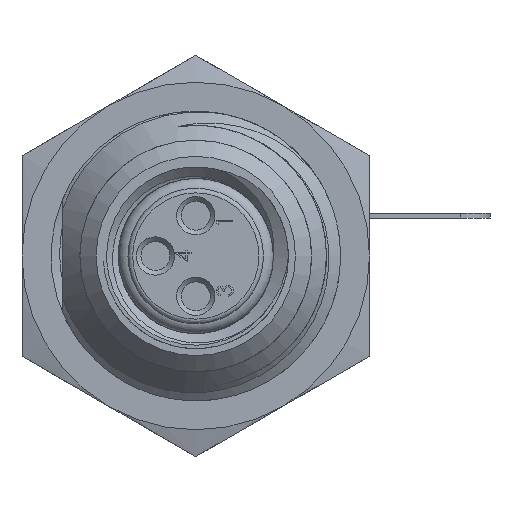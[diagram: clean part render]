
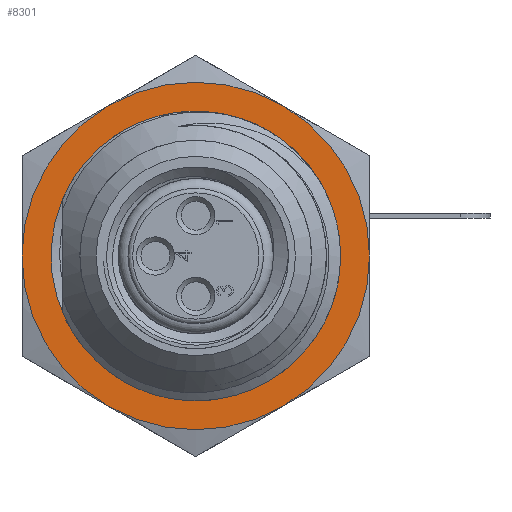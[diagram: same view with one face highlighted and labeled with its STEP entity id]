
A CAD part, left-side view. The second image highlights one B-rep face of the part: STEP entity #8301.
In plain terms, the highlighted face is planar.
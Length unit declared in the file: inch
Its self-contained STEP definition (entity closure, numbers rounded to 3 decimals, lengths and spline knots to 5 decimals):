
#191 = CARTESIAN_POINT ( 'NONE',  ( -0.14002, -0.20234, 0.03543 ) ) ;
#230 = CARTESIAN_POINT ( 'NONE',  ( -0.00403, -0.24603, 0.03543 ) ) ;
#548 = CIRCLE ( 'NONE', #6777, 0.29528 ) ;
#617 = DIRECTION ( 'NONE',  ( 0., 0., 1. ) ) ;
#835 = CARTESIAN_POINT ( 'NONE',  ( -0.00403, -0.24603, 0.03543 ) ) ;
#1099 = CARTESIAN_POINT ( 'NONE',  ( 0., 0., 0.03543 ) ) ;
#1306 = AXIS2_PLACEMENT_3D ( 'NONE', #3251, #8100, #3967 ) ;
#1316 = CARTESIAN_POINT ( 'NONE',  ( 0., 0., 0.03543 ) ) ;
#1628 = CARTESIAN_POINT ( 'NONE',  ( 0.25572, 0.14764, 0.03543 ) ) ;
#1686 = EDGE_CURVE ( 'NONE', #2321, #2335, #3693, .T. ) ;
#1905 = VERTEX_POINT ( 'NONE', #3992 ) ;
#1977 = DIRECTION ( 'NONE',  ( 0., 0., 1. ) ) ;
#2170 = CARTESIAN_POINT ( 'NONE',  ( -0.13006, -0.20923, 0.03543 ) ) ;
#2244 = ORIENTED_EDGE ( 'NONE', *, *, #5447, .T. ) ;
#2268 = EDGE_CURVE ( 'NONE', #6895, #6157, #548, .T. ) ;
#2277 = EDGE_CURVE ( 'NONE', #1905, #4915, #4055, .T. ) ;
#2321 = VERTEX_POINT ( 'NONE', #835 ) ;
#2332 = ORIENTED_EDGE ( 'NONE', *, *, #2268, .T. ) ;
#2335 = VERTEX_POINT ( 'NONE', #191 ) ;
#2469 = EDGE_CURVE ( 'NONE', #7308, #1905, #8699, .T. ) ;
#2522 = PLANE ( 'NONE',  #4579 ) ;
#2875 = ORIENTED_EDGE ( 'NONE', *, *, #2469, .T. ) ;
#3232 = DIRECTION ( 'NONE',  ( 0., 0., 1. ) ) ;
#3251 = CARTESIAN_POINT ( 'NONE',  ( 0., 0., 0.03543 ) ) ;
#3325 = DIRECTION ( 'NONE',  ( 0., 0., 1. ) ) ;
#3404 = AXIS2_PLACEMENT_3D ( 'NONE', #3689, #8551, #4395 ) ;
#3596 = EDGE_CURVE ( 'NONE', #6157, #7308, #4042, .T. ) ;
#3689 = CARTESIAN_POINT ( 'NONE',  ( 0., 0., 0.03543 ) ) ;
#3693 = B_SPLINE_CURVE_WITH_KNOTS ( 'NONE', 3,
 ( #230, #7758, #5021, #6523, #8525, #4361, #2170, #7948 ),
 .UNSPECIFIED., .F., .F.,
 ( 4, 2, 2, 4 ),
 ( 0., 0.00185, 0.00277, 0.00369 ),
 .UNSPECIFIED. ) ;
#3695 = ORIENTED_EDGE ( 'NONE', *, *, #2277, .T. ) ;
#3825 = AXIS2_PLACEMENT_3D ( 'NONE', #1316, #617, #7598 ) ;
#3967 = DIRECTION ( 'NONE',  ( 1., 0., 0. ) ) ;
#3992 = CARTESIAN_POINT ( 'NONE',  ( 0., -0.29528, 0.03543 ) ) ;
#4042 = CIRCLE ( 'NONE', #1306, 0.29528 ) ;
#4055 = CIRCLE ( 'NONE', #7701, 0.29528 ) ;
#4191 = AXIS2_PLACEMENT_3D ( 'NONE', #6159, #1977, #6856 ) ;
#4252 = CARTESIAN_POINT ( 'NONE',  ( -0.25572, -0.14764, 0.03543 ) ) ;
#4361 = CARTESIAN_POINT ( 'NONE',  ( -0.11968, -0.21533, 0.03543 ) ) ;
#4395 = DIRECTION ( 'NONE',  ( 1., 0., 0. ) ) ;
#4579 = AXIS2_PLACEMENT_3D ( 'NONE', #1099, #3232, #8085 ) ;
#4612 = CARTESIAN_POINT ( 'NONE',  ( -0.25572, 0.14764, 0.03543 ) ) ;
#4746 = FACE_OUTER_BOUND ( 'NONE', #6696, .T. ) ;
#4784 = DIRECTION ( 'NONE',  ( 1., 0., 0. ) ) ;
#4814 = DIRECTION ( 'NONE',  ( 1., 0., 0. ) ) ;
#4840 = DIRECTION ( 'NONE',  ( 0., 0., 1. ) ) ;
#4888 = CIRCLE ( 'NONE', #3404, 0.29528 ) ;
#4915 = VERTEX_POINT ( 'NONE', #6445 ) ;
#5021 = CARTESIAN_POINT ( 'NONE',  ( -0.05235, -0.24164, 0.03543 ) ) ;
#5159 = ORIENTED_EDGE ( 'NONE', *, *, #1686, .T. ) ;
#5190 = EDGE_LOOP ( 'NONE', ( #5159, #7437 ) ) ;
#5447 = EDGE_CURVE ( 'NONE', #4915, #7643, #8011, .T. ) ;
#5463 = CARTESIAN_POINT ( 'NONE',  ( 0., 0., 0.03543 ) ) ;
#5491 = CIRCLE ( 'NONE', #7328, 0.24606 ) ;
#5728 = EDGE_CURVE ( 'NONE', #7643, #6895, #4888, .T. ) ;
#6156 = DIRECTION ( 'NONE',  ( 0., 0., 1. ) ) ;
#6157 = VERTEX_POINT ( 'NONE', #4612 ) ;
#6159 = CARTESIAN_POINT ( 'NONE',  ( 0., 0., 0.03543 ) ) ;
#6185 = CARTESIAN_POINT ( 'NONE',  ( 0., 0., 0.03543 ) ) ;
#6445 = CARTESIAN_POINT ( 'NONE',  ( 0.25572, -0.14764, 0.03543 ) ) ;
#6523 = CARTESIAN_POINT ( 'NONE',  ( -0.08685, -0.23054, 0.03543 ) ) ;
#6696 = EDGE_LOOP ( 'NONE', ( #2244, #7570, #2332, #8531, #2875, #3695 ) ) ;
#6714 = CARTESIAN_POINT ( 'NONE',  ( 0., 0.29528, 0.03543 ) ) ;
#6777 = AXIS2_PLACEMENT_3D ( 'NONE', #6185, #6156, #4784 ) ;
#6856 = DIRECTION ( 'NONE',  ( 1., 0., 0. ) ) ;
#6895 = VERTEX_POINT ( 'NONE', #6714 ) ;
#7308 = VERTEX_POINT ( 'NONE', #4252 ) ;
#7328 = AXIS2_PLACEMENT_3D ( 'NONE', #7478, #3325, #8180 ) ;
#7437 = ORIENTED_EDGE ( 'NONE', *, *, #8404, .F. ) ;
#7478 = CARTESIAN_POINT ( 'NONE',  ( 0., 0., 0.03543 ) ) ;
#7570 = ORIENTED_EDGE ( 'NONE', *, *, #5728, .T. ) ;
#7598 = DIRECTION ( 'NONE',  ( 1., 0., 0. ) ) ;
#7643 = VERTEX_POINT ( 'NONE', #1628 ) ;
#7701 = AXIS2_PLACEMENT_3D ( 'NONE', #5463, #4840, #4814 ) ;
#7758 = CARTESIAN_POINT ( 'NONE',  ( -0.02825, -0.24563, 0.03543 ) ) ;
#7948 = CARTESIAN_POINT ( 'NONE',  ( -0.14002, -0.20234, 0.03543 ) ) ;
#8011 = CIRCLE ( 'NONE', #4191, 0.29528 ) ;
#8085 = DIRECTION ( 'NONE',  ( 1., 0., 0. ) ) ;
#8100 = DIRECTION ( 'NONE',  ( 0., 0., 1. ) ) ;
#8180 = DIRECTION ( 'NONE',  ( 1., 0., 0. ) ) ;
#8301 = ADVANCED_FACE ( 'NONE', ( #8421, #4746 ), #2522, .T. ) ;
#8404 = EDGE_CURVE ( 'NONE', #2321, #2335, #5491, .T. ) ;
#8421 = FACE_BOUND ( 'NONE', #5190, .T. ) ;
#8525 = CARTESIAN_POINT ( 'NONE',  ( -0.09811, -0.22598, 0.03543 ) ) ;
#8531 = ORIENTED_EDGE ( 'NONE', *, *, #3596, .T. ) ;
#8551 = DIRECTION ( 'NONE',  ( 0., 0., 1. ) ) ;
#8699 = CIRCLE ( 'NONE', #3825, 0.29528 ) ;
